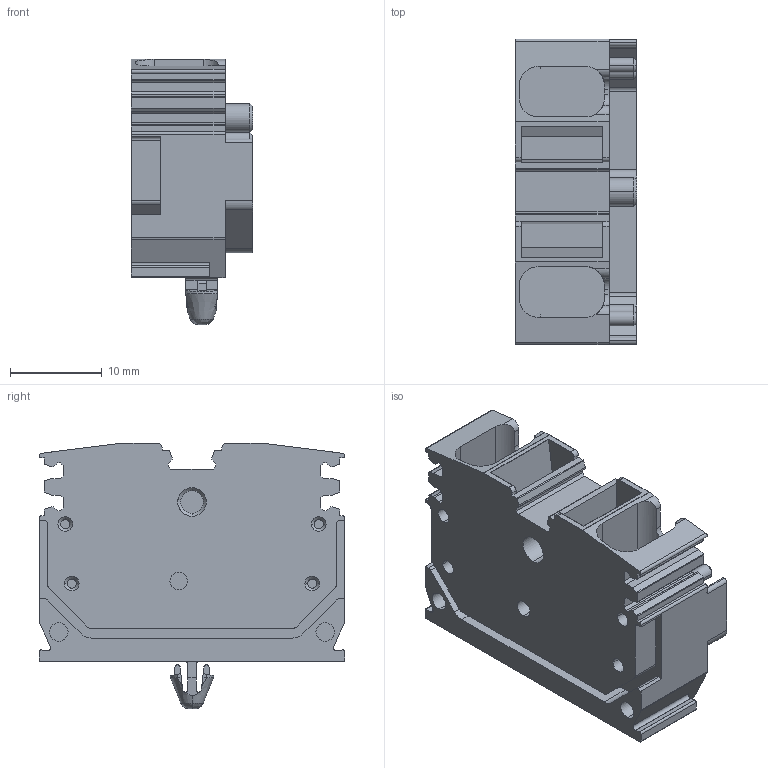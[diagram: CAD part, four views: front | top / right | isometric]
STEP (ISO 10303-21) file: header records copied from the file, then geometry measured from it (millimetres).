
FILE_DESCRIPTION(('CATIA V5 STEP Exchange','CAx-IF Rec.Pracs.--- Model Styling and Organization---1.4--- 2014-01-23'),'2;1');
FILE_NAME ('019365-3_1', '2019-07-24T11:54:20+00:00', ('none'), ('Weidmueller'), 'CATIA Version 5-6 Release 2016 SP3 HF44', 'CATIA V5 STEP AP214', 'none');
FILE_SCHEMA(('AUTOMOTIVE_DESIGN { 1 0 10303 214 1 1 1 1 }'));
Length unit declared in the file: millimetre
Products named in the file (1): 1713000000_ZDUB_2-5-2-4AN-RC_GE 
Bounding box: 13.2 x 33.2 x 28.9 mm (x, y, z)
Volume: 6308 mm3; surface area: 4499.7 mm2
Topology: 3 solids, 3 shells, 341 faces, 928 edges, 610 vertices
Faces by surface type: plane 201, cylinder 116, cone 22, bspline 2
Entity records: 10830 total; most frequent: CARTESIAN_POINT 2378, ORIENTED_EDGE 1856, DIRECTION 1518, EDGE_CURVE 928, VECTOR 646, LINE 646, VERTEX_POINT 610, AXIS2_PLACEMENT_3D 545
